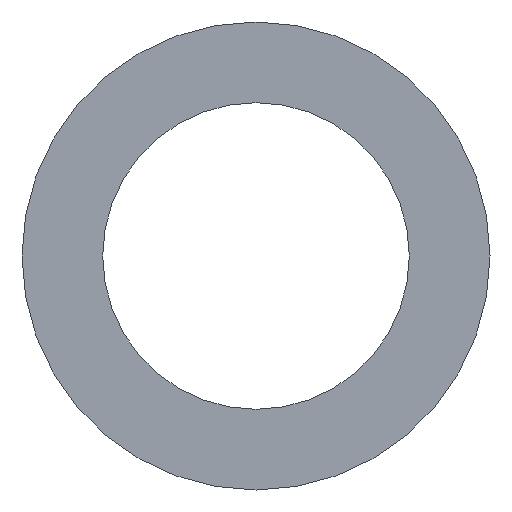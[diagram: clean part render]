
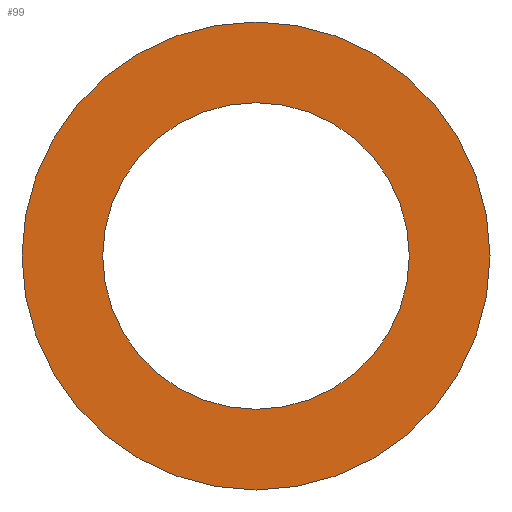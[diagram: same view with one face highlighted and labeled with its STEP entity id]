
A CAD part, front view. The second image highlights one B-rep face of the part: STEP entity #99.
In plain terms, the highlighted planar face has unit normal (0, -1, 0).
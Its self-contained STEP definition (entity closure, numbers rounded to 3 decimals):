
#3 = EDGE_LOOP ( 'NONE', ( #203, #92 ) ) ;
#4 = VERTEX_POINT ( 'NONE', #182 ) ;
#5 = ORIENTED_EDGE ( 'NONE', *, *, #57, .T. ) ;
#16 = DIRECTION ( 'NONE',  ( 0., 1., 0. ) ) ;
#19 = CARTESIAN_POINT ( 'NONE',  ( 0., 0., 2.6 ) ) ;
#34 = CIRCLE ( 'NONE', #179, 2.6 ) ;
#40 = VERTEX_POINT ( 'NONE', #213 ) ;
#44 = EDGE_CURVE ( 'NONE', #4, #40, #96, .T. ) ;
#46 = DIRECTION ( 'NONE',  ( 0., 0., 1. ) ) ;
#47 = DIRECTION ( 'NONE',  ( 0., 1., 0. ) ) ;
#54 = VERTEX_POINT ( 'NONE', #19 ) ;
#55 = AXIS2_PLACEMENT_3D ( 'NONE', #78, #76, #68 ) ;
#57 = EDGE_CURVE ( 'NONE', #112, #54, #34, .T. ) ;
#64 = PLANE ( 'NONE',  #82 ) ;
#68 = DIRECTION ( 'NONE',  ( 0., 0., 1. ) ) ;
#69 = EDGE_CURVE ( 'NONE', #40, #4, #127, .T. ) ;
#76 = DIRECTION ( 'NONE',  ( 0., 1., 0. ) ) ;
#78 = CARTESIAN_POINT ( 'NONE',  ( 0., 0., 0. ) ) ;
#82 = AXIS2_PLACEMENT_3D ( 'NONE', #84, #47, #46 ) ;
#84 = CARTESIAN_POINT ( 'NONE',  ( 0., 0., 0. ) ) ;
#85 = FACE_OUTER_BOUND ( 'NONE', #3, .T. ) ;
#86 = CARTESIAN_POINT ( 'NONE',  ( 0., 0., -2.6 ) ) ;
#92 = ORIENTED_EDGE ( 'NONE', *, *, #69, .F. ) ;
#96 = CIRCLE ( 'NONE', #197, 3.969 ) ;
#99 = ADVANCED_FACE ( 'NONE', ( #85, #176 ), #64, .F. ) ;
#112 = VERTEX_POINT ( 'NONE', #86 ) ;
#116 = DIRECTION ( 'NONE',  ( 0., 0., 1. ) ) ;
#120 = CIRCLE ( 'NONE', #249, 2.6 ) ;
#127 = CIRCLE ( 'NONE', #55, 3.969 ) ;
#134 = DIRECTION ( 'NONE',  ( 0., 1., 0. ) ) ;
#135 = CARTESIAN_POINT ( 'NONE',  ( 0., 0., 0. ) ) ;
#136 = DIRECTION ( 'NONE',  ( 0., 1., 0. ) ) ;
#145 = DIRECTION ( 'NONE',  ( 0., 0., 1. ) ) ;
#156 = CARTESIAN_POINT ( 'NONE',  ( 0., 0., 0. ) ) ;
#157 = EDGE_CURVE ( 'NONE', #54, #112, #120, .T. ) ;
#176 = FACE_BOUND ( 'NONE', #202, .T. ) ;
#179 = AXIS2_PLACEMENT_3D ( 'NONE', #135, #136, #145 ) ;
#182 = CARTESIAN_POINT ( 'NONE',  ( 0., 0., -3.969 ) ) ;
#183 = DIRECTION ( 'NONE',  ( 0., 0., 1. ) ) ;
#197 = AXIS2_PLACEMENT_3D ( 'NONE', #156, #134, #116 ) ;
#199 = ORIENTED_EDGE ( 'NONE', *, *, #157, .T. ) ;
#202 = EDGE_LOOP ( 'NONE', ( #5, #199 ) ) ;
#203 = ORIENTED_EDGE ( 'NONE', *, *, #44, .F. ) ;
#208 = CARTESIAN_POINT ( 'NONE',  ( 0., 0., 0. ) ) ;
#213 = CARTESIAN_POINT ( 'NONE',  ( 0., 0., 3.969 ) ) ;
#249 = AXIS2_PLACEMENT_3D ( 'NONE', #208, #16, #183 ) ;
